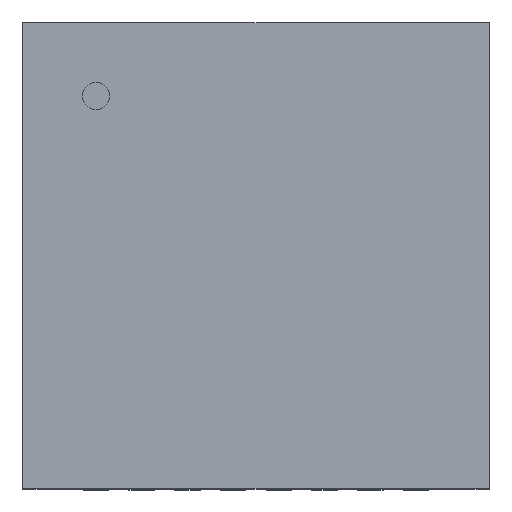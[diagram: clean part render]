
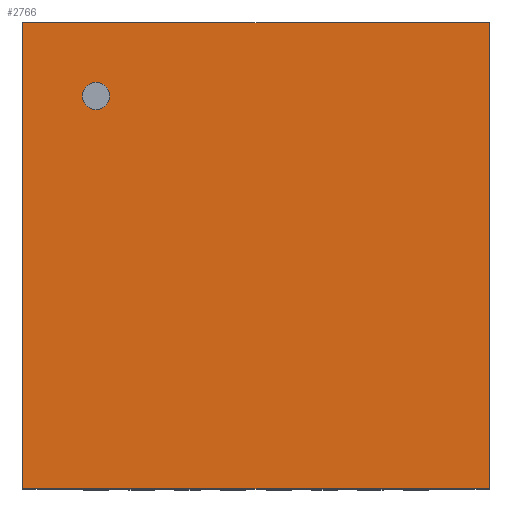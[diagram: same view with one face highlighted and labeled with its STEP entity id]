
A CAD part, top view. The second image highlights one B-rep face of the part: STEP entity #2766.
In plain terms, the highlighted planar face has unit normal (0, 0, 1).
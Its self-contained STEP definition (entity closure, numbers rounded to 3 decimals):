
#73 = VECTOR ( 'NONE', #4373, 1000. ) ;
#153 = CARTESIAN_POINT ( 'NONE',  ( 2.55, -2.55, 1.01 ) ) ;
#199 = DIRECTION ( 'NONE',  ( 1., 0., 0. ) ) ;
#366 = ORIENTED_EDGE ( 'NONE', *, *, #4390, .T. ) ;
#436 = VERTEX_POINT ( 'NONE', #5150 ) ;
#444 = LINE ( 'NONE', #2072, #73 ) ;
#471 = CARTESIAN_POINT ( 'NONE',  ( -1.9, 1.75, 1.01 ) ) ;
#569 = AXIS2_PLACEMENT_3D ( 'NONE', #1760, #5714, #199 ) ;
#681 = VECTOR ( 'NONE', #4026, 1000. ) ;
#784 = VECTOR ( 'NONE', #2472, 1000. ) ;
#1071 = VERTEX_POINT ( 'NONE', #153 ) ;
#1105 = DIRECTION ( 'NONE',  ( 0., 0., -1. ) ) ;
#1114 = PLANE ( 'NONE',  #5326 ) ;
#1130 = CARTESIAN_POINT ( 'NONE',  ( -1.6, 1.75, 1.01 ) ) ;
#1255 = VERTEX_POINT ( 'NONE', #471 ) ;
#1310 = CARTESIAN_POINT ( 'NONE',  ( 2.55, 2.55, 1.01 ) ) ;
#1353 = DIRECTION ( 'NONE',  ( -1., 0., 0. ) ) ;
#1373 = LINE ( 'NONE', #6914, #784 ) ;
#1692 = VECTOR ( 'NONE', #1353, 1000. ) ;
#1760 = CARTESIAN_POINT ( 'NONE',  ( -1.75, 1.75, 1.01 ) ) ;
#1811 = CARTESIAN_POINT ( 'NONE',  ( 0., -2.55, 1.01 ) ) ;
#1869 = EDGE_LOOP ( 'NONE', ( #4682, #4370, #366, #2175 ) ) ;
#2072 = CARTESIAN_POINT ( 'NONE',  ( 2.55, 0., 1.01 ) ) ;
#2175 = ORIENTED_EDGE ( 'NONE', *, *, #5170, .T. ) ;
#2180 = CIRCLE ( 'NONE', #569, 0.15 ) ;
#2197 = CARTESIAN_POINT ( 'NONE',  ( 0., 0., 1.01 ) ) ;
#2263 = CARTESIAN_POINT ( 'NONE',  ( -1.75, 1.75, 1.01 ) ) ;
#2472 = DIRECTION ( 'NONE',  ( 0., -1., 0. ) ) ;
#2710 = FACE_BOUND ( 'NONE', #2739, .T. ) ;
#2739 = EDGE_LOOP ( 'NONE', ( #4184, #5697 ) ) ;
#2766 = ADVANCED_FACE ( 'NONE', ( #2710, #4250 ), #1114, .T. ) ;
#3335 = AXIS2_PLACEMENT_3D ( 'NONE', #2263, #1105, #6129 ) ;
#3462 = CARTESIAN_POINT ( 'NONE',  ( -2.55, 2.55, 1.01 ) ) ;
#3511 = VERTEX_POINT ( 'NONE', #1130 ) ;
#3612 = EDGE_CURVE ( 'NONE', #5584, #436, #1373, .T. ) ;
#3831 = DIRECTION ( 'NONE',  ( 1., 0., 0. ) ) ;
#4026 = DIRECTION ( 'NONE',  ( 1., 0., 0. ) ) ;
#4184 = ORIENTED_EDGE ( 'NONE', *, *, #5443, .T. ) ;
#4250 = FACE_OUTER_BOUND ( 'NONE', #1869, .T. ) ;
#4370 = ORIENTED_EDGE ( 'NONE', *, *, #4569, .T. ) ;
#4373 = DIRECTION ( 'NONE',  ( 0., 1., 0. ) ) ;
#4390 = EDGE_CURVE ( 'NONE', #1071, #7041, #444, .T. ) ;
#4569 = EDGE_CURVE ( 'NONE', #436, #1071, #6774, .T. ) ;
#4682 = ORIENTED_EDGE ( 'NONE', *, *, #3612, .T. ) ;
#4743 = LINE ( 'NONE', #5754, #1692 ) ;
#5150 = CARTESIAN_POINT ( 'NONE',  ( -2.55, -2.55, 1.01 ) ) ;
#5170 = EDGE_CURVE ( 'NONE', #7041, #5584, #4743, .T. ) ;
#5326 = AXIS2_PLACEMENT_3D ( 'NONE', #2197, #5430, #3831 ) ;
#5430 = DIRECTION ( 'NONE',  ( 0., 0., 1. ) ) ;
#5443 = EDGE_CURVE ( 'NONE', #3511, #1255, #6210, .T. ) ;
#5584 = VERTEX_POINT ( 'NONE', #3462 ) ;
#5697 = ORIENTED_EDGE ( 'NONE', *, *, #6618, .T. ) ;
#5714 = DIRECTION ( 'NONE',  ( 0., 0., -1. ) ) ;
#5754 = CARTESIAN_POINT ( 'NONE',  ( 0., 2.55, 1.01 ) ) ;
#6129 = DIRECTION ( 'NONE',  ( 1., 0., 0. ) ) ;
#6210 = CIRCLE ( 'NONE', #3335, 0.15 ) ;
#6618 = EDGE_CURVE ( 'NONE', #1255, #3511, #2180, .T. ) ;
#6774 = LINE ( 'NONE', #1811, #681 ) ;
#6914 = CARTESIAN_POINT ( 'NONE',  ( -2.55, 0., 1.01 ) ) ;
#7041 = VERTEX_POINT ( 'NONE', #1310 ) ;
